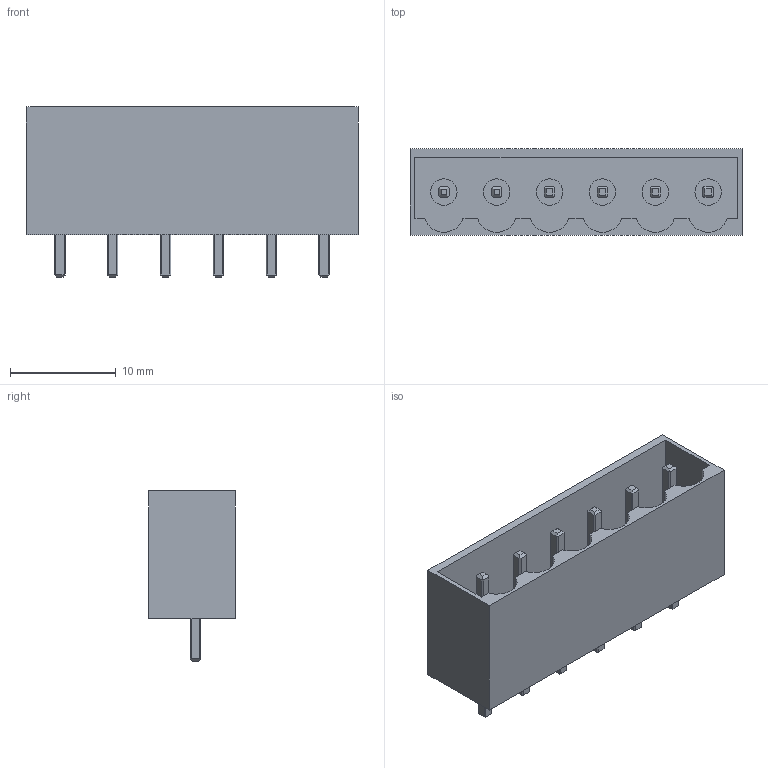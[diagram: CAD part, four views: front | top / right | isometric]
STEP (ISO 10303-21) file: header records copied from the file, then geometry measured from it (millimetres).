
FILE_DESCRIPTION (( 'STEP AP214' ), '1' );
FILE_NAME ('Cleamm-6_5mm - 2EDGVC-5_0-06P-14-00AH.STEP', '2022-04-14T16:23:50', ( 'Elessar' ), ( '' ), 'SwSTEP 2.0', 'SolidWorks 2018', '' );
FILE_SCHEMA (( 'AUTOMOTIVE_DESIGN' ));
Length unit declared in the file: millimetre
Products named in the file (1): Cleamm-6_5mm - 2EDGVC-5_0-06P-14-00AH
Bounding box: 31.4 x 8.2 x 16.1 mm (x, y, z)
Volume: 1631.7 mm3; surface area: 2364.4 mm2
Topology: 1 solids, 1 shells, 197 faces, 528 edges, 352 vertices
Faces by surface type: plane 179, cylinder 18
Entity records: 8171 total; most frequent: CARTESIAN_POINT 1078, ORIENTED_EDGE 1056, DIRECTION 960, EDGE_CURVE 528, LINE 492, VECTOR 492, VERTEX_POINT 352, AXIS2_PLACEMENT_3D 234
